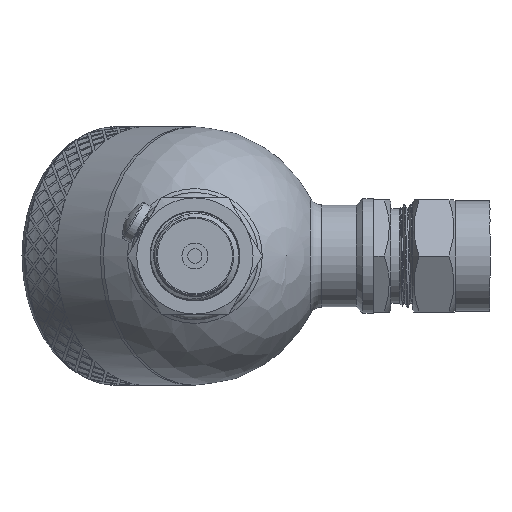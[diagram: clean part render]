
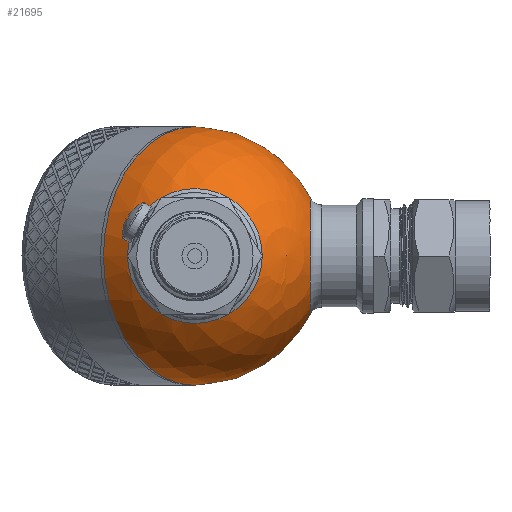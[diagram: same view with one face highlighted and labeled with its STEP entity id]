
A CAD part, left-side view. The second image highlights one B-rep face of the part: STEP entity #21695.
In plain terms, the highlighted spherical face has radius 30 mm.
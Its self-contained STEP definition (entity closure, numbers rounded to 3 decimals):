
#39=SPHERICAL_SURFACE('',#22986,30.);
#104=FACE_BOUND('',#3264,.T.);
#105=FACE_BOUND('',#3265,.T.);
#1821=FACE_OUTER_BOUND('',#3263,.T.);
#3263=EDGE_LOOP('',(#16074,#16075,#16076,#16077));
#3264=EDGE_LOOP('',(#16078));
#3265=EDGE_LOOP('',(#16079));
#4595=CIRCLE('',#22983,15.643);
#4598=CIRCLE('',#22987,30.);
#4599=CIRCLE('',#22988,30.);
#4600=CIRCLE('',#22989,30.);
#4601=CIRCLE('',#22990,13.5);
#9034=VERTEX_POINT('',#38516);
#9036=VERTEX_POINT('',#38522);
#9037=VERTEX_POINT('',#38523);
#9038=VERTEX_POINT('',#38525);
#9039=VERTEX_POINT('',#38528);
#11655=EDGE_CURVE('',#9034,#9034,#4595,.T.);
#11658=EDGE_CURVE('',#9036,#9037,#4598,.T.);
#11659=EDGE_CURVE('',#9036,#9038,#4599,.T.);
#11660=EDGE_CURVE('',#9037,#9036,#4600,.T.);
#11661=EDGE_CURVE('',#9039,#9039,#4601,.T.);
#16074=ORIENTED_EDGE('',*,*,#11658,.F.);
#16075=ORIENTED_EDGE('',*,*,#11659,.T.);
#16076=ORIENTED_EDGE('',*,*,#11659,.F.);
#16077=ORIENTED_EDGE('',*,*,#11660,.F.);
#16078=ORIENTED_EDGE('',*,*,#11655,.F.);
#16079=ORIENTED_EDGE('',*,*,#11661,.F.);
#21695=ADVANCED_FACE('',(#1821,#104,#105),#39,.T.);
#22983=AXIS2_PLACEMENT_3D('',#38517,#24327,#24328);
#22986=AXIS2_PLACEMENT_3D('',#38521,#24333,#24334);
#22987=AXIS2_PLACEMENT_3D('',#38524,#24335,#24336);
#22988=AXIS2_PLACEMENT_3D('',#38526,#24337,#24338);
#22989=AXIS2_PLACEMENT_3D('',#38527,#24339,#24340);
#22990=AXIS2_PLACEMENT_3D('',#38529,#24341,#24342);
#24327=DIRECTION('center_axis',(-0.707,0.,0.707));
#24328=DIRECTION('ref_axis',(0.707,0.,0.707));
#24333=DIRECTION('center_axis',(1.,0.,0.));
#24334=DIRECTION('ref_axis',(0.,-1.,0.));
#24335=DIRECTION('center_axis',(1.,0.,0.));
#24336=DIRECTION('ref_axis',(0.,1.,0.));
#24337=DIRECTION('center_axis',(0.,0.,1.));
#24338=DIRECTION('ref_axis',(0.,1.,0.));
#24339=DIRECTION('center_axis',(1.,0.,0.));
#24340=DIRECTION('ref_axis',(0.,1.,0.));
#24341=DIRECTION('center_axis',(-0.707,0.,-0.707));
#24342=DIRECTION('ref_axis',(-0.707,0.,0.707));
#38516=CARTESIAN_POINT('',(-29.162,0.,7.04));
#38517=CARTESIAN_POINT('Origin',(-18.101,0.,18.101));
#38521=CARTESIAN_POINT('Origin',(0.,0.,0.));
#38522=CARTESIAN_POINT('',(0.,30.,0.));
#38523=CARTESIAN_POINT('',(0.,-30.,0.));
#38524=CARTESIAN_POINT('Origin',(0.,0.,0.));
#38525=CARTESIAN_POINT('',(-30.,0.,0.));
#38526=CARTESIAN_POINT('Origin',(0.,0.,0.));
#38527=CARTESIAN_POINT('Origin',(0.,0.,0.));
#38528=CARTESIAN_POINT('',(-9.398,0.,-28.49));
#38529=CARTESIAN_POINT('Origin',(-18.944,0.,-18.944));
